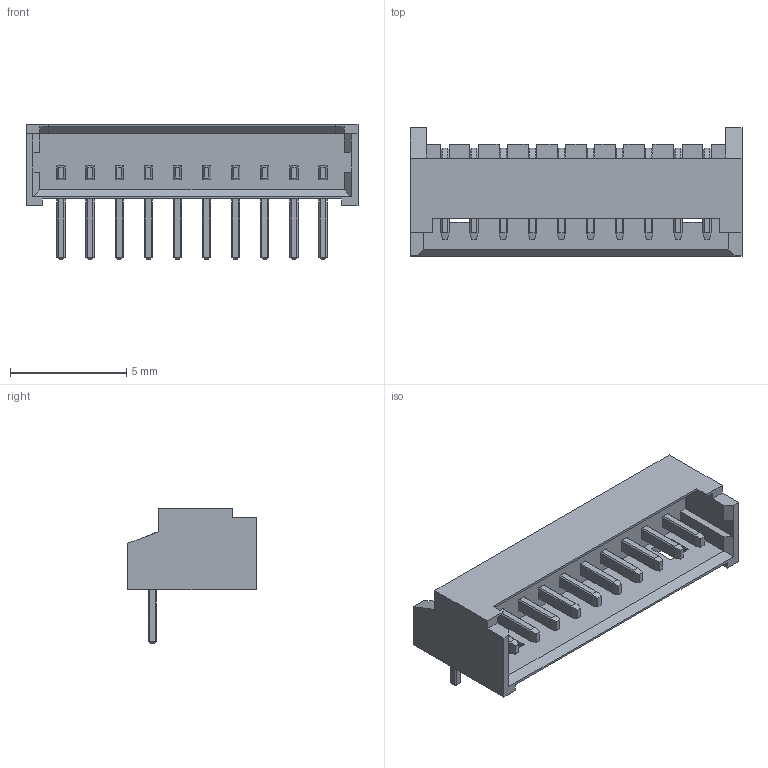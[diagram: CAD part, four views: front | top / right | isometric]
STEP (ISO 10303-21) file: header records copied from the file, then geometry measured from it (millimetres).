
FILE_DESCRIPTION(('FreeCAD Model'),'2;1');
FILE_NAME('Molex_PicoBlade_53048_X.step','2018-10-23T16:39:20',( 'kicad StepUp'),('ksu MCAD'),'Open CASCADE STEP processor 7.3', 'FreeCAD','Unknown');
FILE_SCHEMA(('AUTOMOTIVE_DESIGN { 1 0 10303 214 1 1 1 1 }'));
Length unit declared in the file: millimetre
Products named in the file (1): Molex_PicoBlade_53048_X
Bounding box: 14.25 x 5.5 x 5.8 mm (x, y, z)
Volume: 107.1 mm3; surface area: 412.7 mm2
Topology: 1 solids, 1 shells, 561 faces, 1593 edges, 964 vertices
Faces by surface type: plane 491, bspline 40, cone 20, cylinder 10
Entity records: 21783 total; most frequent: CARTESIAN_POINT 3639, ORIENTED_EDGE 3186, DIRECTION 2597, EDGE_CURVE 1593, LINE 1393, VECTOR 1393, VERTEX_POINT 964, AXIS2_PLACEMENT_3D 602
